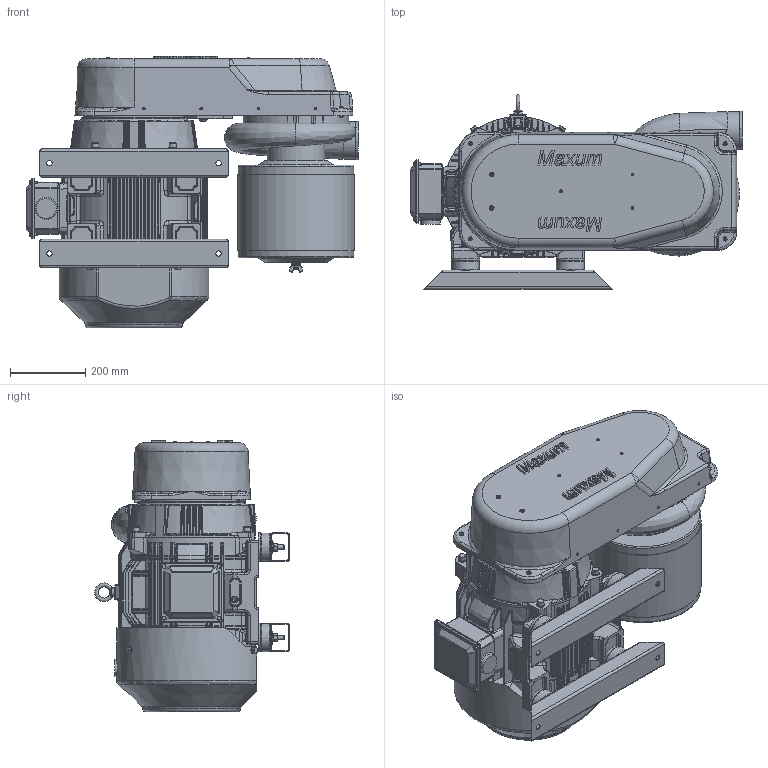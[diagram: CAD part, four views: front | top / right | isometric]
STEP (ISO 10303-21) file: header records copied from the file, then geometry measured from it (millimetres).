
FILE_DESCRIPTION(/* description */ (''),/* implementation_level */ '2;1');
FILE_NAME(/* name */ 'BAP25xM004_A.stp',/* time_stamp */ '2021-05-18T13:37:42-04:00',/* author */ ('James'),/* organization */ (''),/* preprocessor_version */ 'ST-DEVELOPER v18.1',/* originating_system */ 'Autodesk Inventor 2021',/* authorisation */ '');
FILE_SCHEMA (('AUTOMOTIVE_DESIGN { 1 0 10303 214 3 1 1 }'));
Length unit declared in the file: inch
Products named in the file (1): BAP25xM_H
Bounding box: 883.85 x 518.33 x 723.19 mm (x, y, z)
Volume: 115800662 mm3; surface area: 3109411.2 mm2
Topology: 1 solids, 1 shells, 4491 faces, 10816 edges, 6366 vertices
Faces by surface type: bspline 1334, cylinder 1077, plane 988, torus 550, cone 350, sphere 192
Full cylindrical faces by diameter (mm): 4.701 x4, 6 x4, 7.463 x2, 7.6 x5, 8.5 x3, 9.525 x1, 9.754 x3, 10.5 x4, 12 x10, 14.3 x4, 15 x2, 16 x4, 18 x10, 21 x1, 21.1 x4, 22.073 x8, 25.4 x2, 34.925 x8, 45 x1, 53 x1, 75 x4, 76.2 x4, 100.012 x1, 152.4 x2, 260 x1, 266.7 x1, 280 x1, 308.61 x2, 310.896 x1
Entity records: 189490 total; most frequent: CARTESIAN_POINT 88325, ORIENTED_EDGE 21376, DIRECTION 19384, EDGE_CURVE 10688, AXIS2_PLACEMENT_3D 8183, VERTEX_POINT 6366, EDGE_LOOP 4676, FACE_OUTER_BOUND 4491
